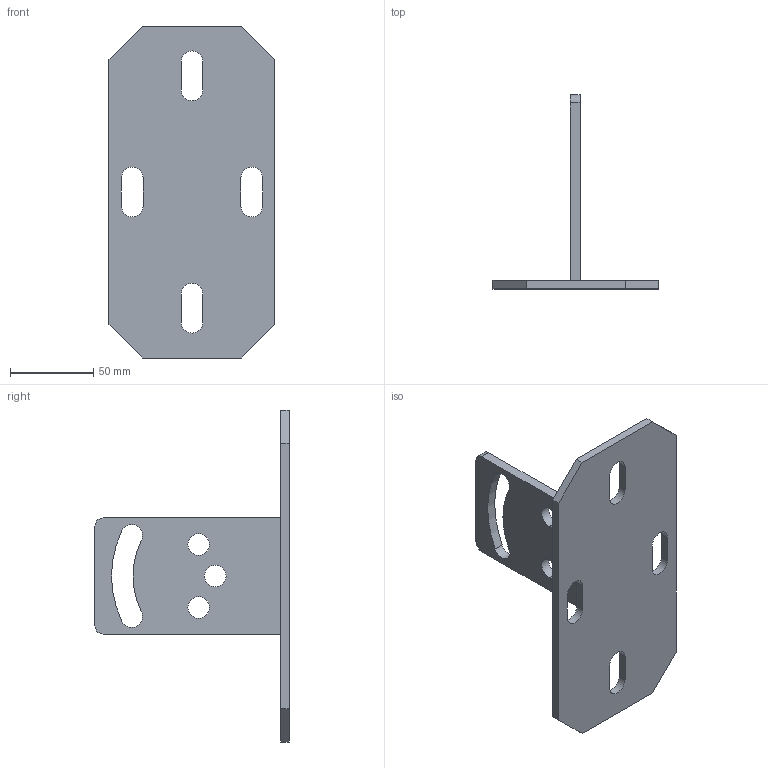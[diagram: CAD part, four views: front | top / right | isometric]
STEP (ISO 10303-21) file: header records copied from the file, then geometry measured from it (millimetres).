
FILE_DESCRIPTION((''),'2;1');
FILE_NAME('PUDHN_ASM','2019-08-05T09:56:38',('tomasz.grudniewski'),(''),'CREO PARAMETRIC BY PTC INC, 2018500','CREO PARAMETRIC BY PTC INC, 2018500','');
FILE_SCHEMA(('CONFIG_CONTROL_DESIGN'));
Length unit declared in the file: millimetre
Products named in the file (3): PODSTAWA_WPCW_; PUDH; PUDHN_ASM
Assembly tree (2 placements, depth 2):
  PUDHN_ASM
    PODSTAWA_WPCW_
    PUDH
Bounding box: 100 x 117 x 200 mm (x, y, z)
Volume: 128759.6 mm3; surface area: 56857.7 mm2
Topology: 2 solids, 2 shells, 44 faces, 120 edges, 80 vertices
Faces by surface type: plane 24, cylinder 20
Entity records: 1524 total; most frequent: DIRECTION 258, CARTESIAN_POINT 249, ORIENTED_EDGE 240, EDGE_CURVE 120, AXIS2_PLACEMENT_3D 89, VECTOR 80, LINE 80, VERTEX_POINT 80
